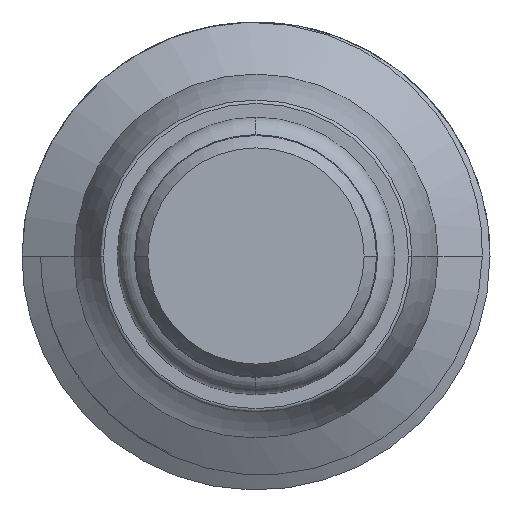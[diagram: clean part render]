
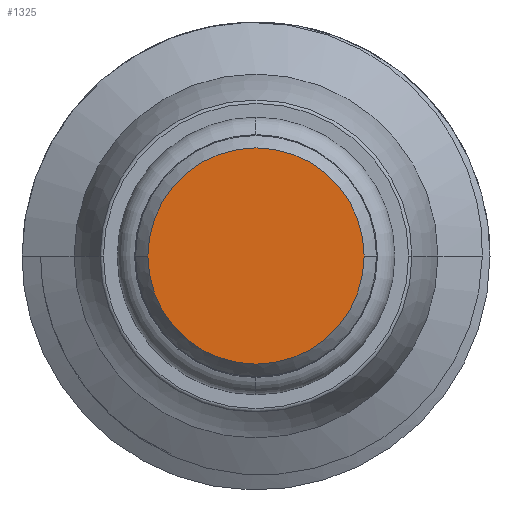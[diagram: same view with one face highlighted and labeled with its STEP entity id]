
A CAD part, left-side view. The second image highlights one B-rep face of the part: STEP entity #1325.
In plain terms, the highlighted planar face has unit normal (-1, 0, 0).
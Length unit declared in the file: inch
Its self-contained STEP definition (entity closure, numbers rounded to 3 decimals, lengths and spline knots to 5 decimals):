
#326 = PLANE ( 'NONE',  #3395 ) ;
#939 = DIRECTION ( 'NONE',  ( -1., 0., 0. ) ) ;
#1248 = DIRECTION ( 'NONE',  ( 0., -1., 0. ) ) ;
#1325 = ADVANCED_FACE ( 'NONE', ( #1802 ), #326, .T. ) ;
#1373 = AXIS2_PLACEMENT_3D ( 'NONE', #1436, #3863, #2036 ) ;
#1436 = CARTESIAN_POINT ( 'NONE',  ( -1.0025, 0., 0. ) ) ;
#1732 = CARTESIAN_POINT ( 'NONE',  ( -1.0025, -0.22123, 0. ) ) ;
#1742 = CARTESIAN_POINT ( 'NONE',  ( -1.0025, 0.22123, 0. ) ) ;
#1775 = ORIENTED_EDGE ( 'NONE', *, *, #3415, .F. ) ;
#1802 = FACE_OUTER_BOUND ( 'NONE', #2401, .T. ) ;
#1939 = CIRCLE ( 'NONE', #2891, 0.22123 ) ;
#2036 = DIRECTION ( 'NONE',  ( 0., 1., 0. ) ) ;
#2113 = DIRECTION ( 'NONE',  ( 0., 1., 0. ) ) ;
#2137 = CARTESIAN_POINT ( 'NONE',  ( -1.0025, 0., 0. ) ) ;
#2378 = DIRECTION ( 'NONE',  ( 1., 0., 0. ) ) ;
#2401 = EDGE_LOOP ( 'NONE', ( #1775, #3363 ) ) ;
#2678 = EDGE_CURVE ( 'NONE', #2762, #3232, #3440, .T. ) ;
#2762 = VERTEX_POINT ( 'NONE', #1732 ) ;
#2891 = AXIS2_PLACEMENT_3D ( 'NONE', #3591, #2378, #2113 ) ;
#3232 = VERTEX_POINT ( 'NONE', #1742 ) ;
#3363 = ORIENTED_EDGE ( 'NONE', *, *, #2678, .F. ) ;
#3395 = AXIS2_PLACEMENT_3D ( 'NONE', #2137, #939, #1248 ) ;
#3415 = EDGE_CURVE ( 'NONE', #3232, #2762, #1939, .T. ) ;
#3440 = CIRCLE ( 'NONE', #1373, 0.22123 ) ;
#3591 = CARTESIAN_POINT ( 'NONE',  ( -1.0025, 0., 0. ) ) ;
#3863 = DIRECTION ( 'NONE',  ( 1., 0., 0. ) ) ;
